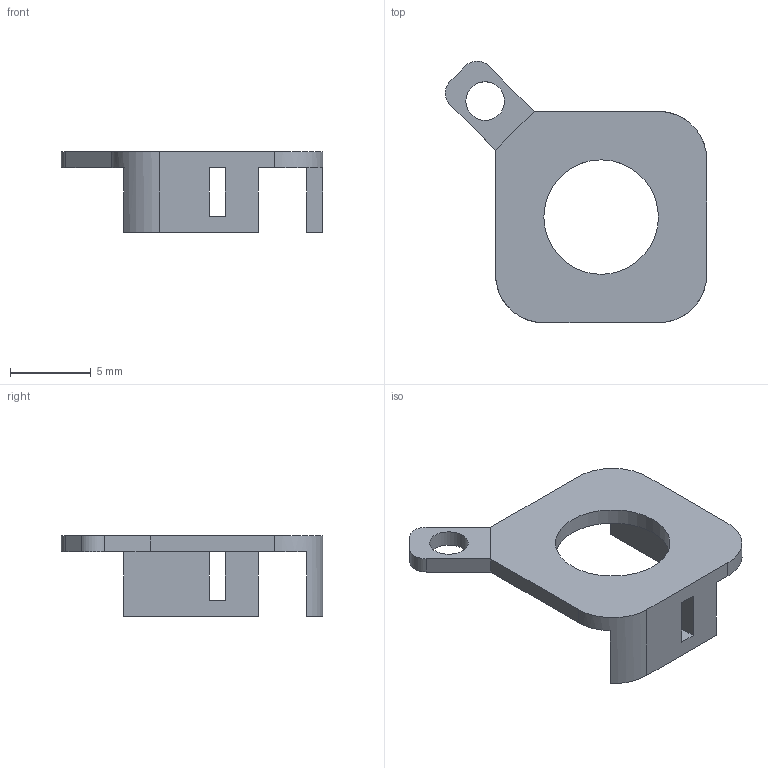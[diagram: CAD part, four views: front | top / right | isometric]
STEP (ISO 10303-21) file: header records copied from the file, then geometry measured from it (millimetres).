
FILE_DESCRIPTION(('FreeCAD Model'),'2;1');
FILE_NAME('motor_cap_v2.step','2018-03-08T20:17:31',('Author'),(''), 'Open CASCADE STEP processor 6.8','FreeCAD','Unknown');
FILE_SCHEMA(('AUTOMOTIVE_DESIGN_CC2 { 1 2 10303 214 -1 1 5 4 }'));
Length unit declared in the file: millimetre
Products named in the file (1): Fillet001
Bounding box: 16.22 x 16.22 x 5 mm (x, y, z)
Volume: 190.6 mm3; surface area: 504.5 mm2
Topology: 1 solids, 1 shells, 36 faces, 94 edges, 59 vertices
Faces by surface type: plane 29, cylinder 7
Full cylindrical faces by diameter (mm): 2.4 x1, 7.1 x1
Entity records: 2374 total; most frequent: CARTESIAN_POINT 432, DIRECTION 365, LINE 245, VECTOR 245, ORIENTED_EDGE 188, PCURVE 188, DEFINITIONAL_REPRESENTATION 188, EDGE_CURVE 94
